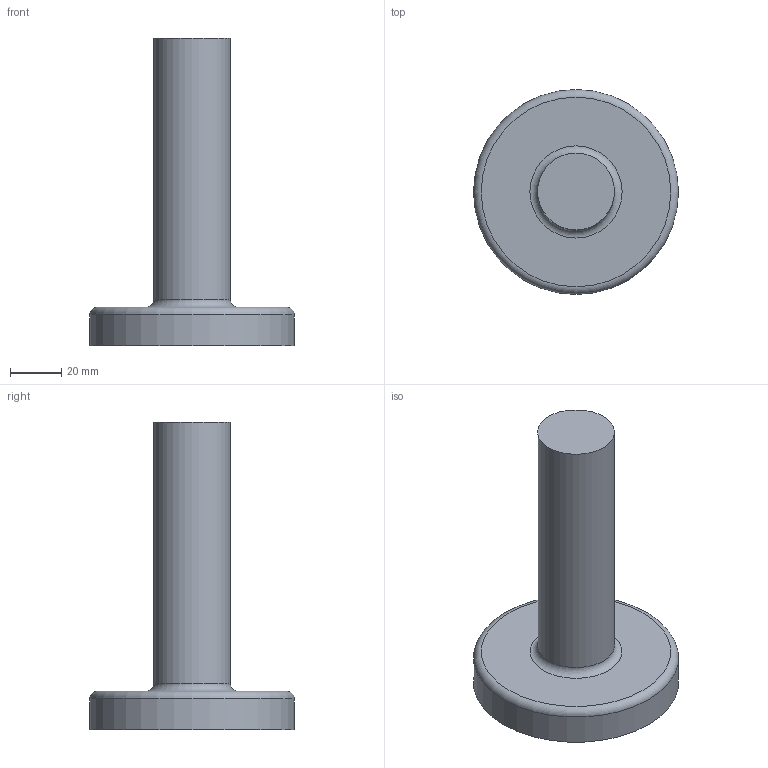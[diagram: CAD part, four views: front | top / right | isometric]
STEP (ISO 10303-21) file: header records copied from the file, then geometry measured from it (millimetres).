
FILE_DESCRIPTION(('Open CASCADE Model'),'2;1');
FILE_NAME('Open CASCADE Shape Model','2026-02-22T12:20:36',('Author'),( 'Open CASCADE'),'Open CASCADE STEP processor 7.8','build123d', 'Unknown');
FILE_SCHEMA(('AUTOMOTIVE_DESIGN { 1 0 10303 214 1 1 1 1 }'));
Length unit declared in the file: millimetre
Products named in the file (1): COMPOUND
Bounding box: 80 x 80 x 120 mm (x, y, z)
Volume: 149331.2 mm3; surface area: 23274.1 mm2
Topology: 1 solids, 1 shells, 7 faces, 10 edges, 6 vertices
Faces by surface type: plane 3, cylinder 2, torus 2
Full cylindrical faces by diameter (mm): 30 x1, 80 x1
Entity records: 292 total; most frequent: DIRECTION 50, CARTESIAN_POINT 48, ORIENTED_EDGE 20, PCURVE 20, DEFINITIONAL_REPRESENTATION 20, AXIS2_PLACEMENT_3D 16, LINE 14, VECTOR 14
